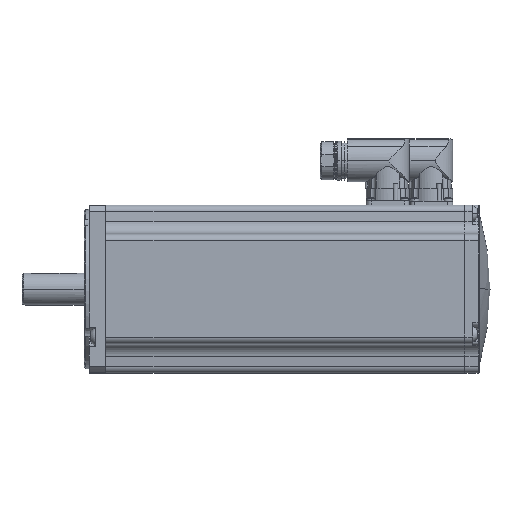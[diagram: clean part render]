
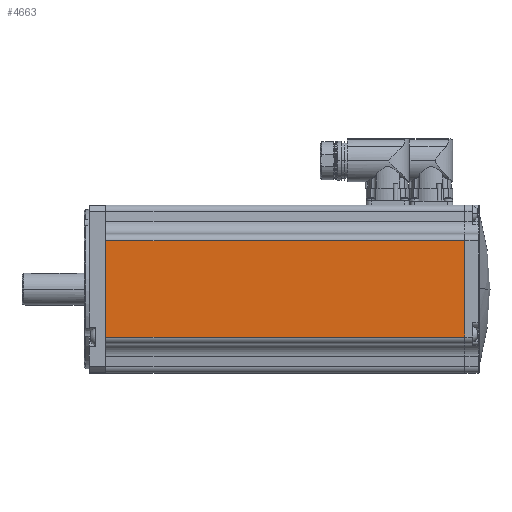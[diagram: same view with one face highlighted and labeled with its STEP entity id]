
A CAD part, top view. The second image highlights one B-rep face of the part: STEP entity #4663.
In plain terms, the highlighted planar face has unit normal (0, 0, 1).
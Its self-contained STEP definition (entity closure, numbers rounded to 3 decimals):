
#4111=DIRECTION('',(-1.,0.,0.));
#4112=VECTOR('',#4111,214.);
#4113=CARTESIAN_POINT('',(264.,-28.647,50.));
#4114=LINE('',#4113,#4112);
#4115=DIRECTION('',(0.,1.,0.));
#4116=VECTOR('',#4115,57.295);
#4117=CARTESIAN_POINT('',(50.,-28.647,50.));
#4118=LINE('',#4117,#4116);
#4119=DIRECTION('',(-1.,0.,0.));
#4120=VECTOR('',#4119,214.);
#4121=CARTESIAN_POINT('',(264.,28.647,50.));
#4122=LINE('',#4121,#4120);
#4123=DIRECTION('',(0.,-1.,0.));
#4124=VECTOR('',#4123,57.295);
#4125=CARTESIAN_POINT('',(264.,28.647,50.));
#4126=LINE('',#4125,#4124);
#4284=CARTESIAN_POINT('',(50.,-28.647,50.));
#4286=VERTEX_POINT('',#4284);
#4287=CARTESIAN_POINT('',(264.,-28.647,50.));
#4288=VERTEX_POINT('',#4287);
#4291=CARTESIAN_POINT('',(50.,28.647,50.));
#4293=VERTEX_POINT('',#4291);
#4297=CARTESIAN_POINT('',(264.,28.647,50.));
#4298=VERTEX_POINT('',#4297);
#4649=CARTESIAN_POINT('',(264.,0.,50.));
#4650=DIRECTION('',(0.,0.,1.));
#4651=DIRECTION('',(0.,-1.,0.));
#4652=AXIS2_PLACEMENT_3D('',#4649,#4650,#4651);
#4653=PLANE('',#4652);
#4655=ORIENTED_EDGE('',*,*,#4654,.T.);
#4657=ORIENTED_EDGE('',*,*,#4656,.T.);
#4658=ORIENTED_EDGE('',*,*,#4644,.F.);
#4660=ORIENTED_EDGE('',*,*,#4659,.T.);
#4661=EDGE_LOOP('',(#4655,#4657,#4658,#4660));
#4662=FACE_OUTER_BOUND('',#4661,.F.);
#4663=ADVANCED_FACE('',(#4662),#4653,.T.);
#4644=EDGE_CURVE('',#4298,#4293,#4122,.T.);
#4654=EDGE_CURVE('',#4288,#4286,#4114,.T.);
#4656=EDGE_CURVE('',#4286,#4293,#4118,.T.);
#4659=EDGE_CURVE('',#4298,#4288,#4126,.T.);
